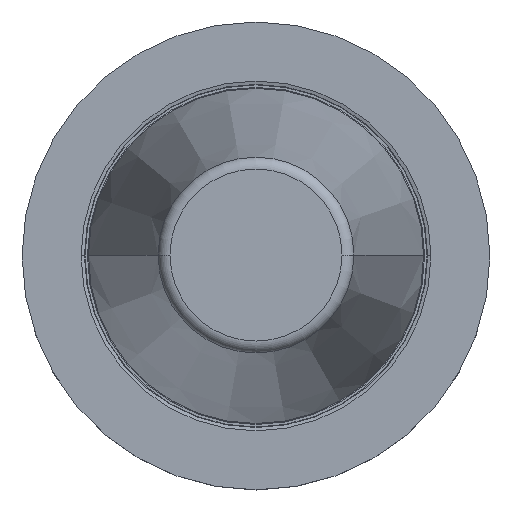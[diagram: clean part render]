
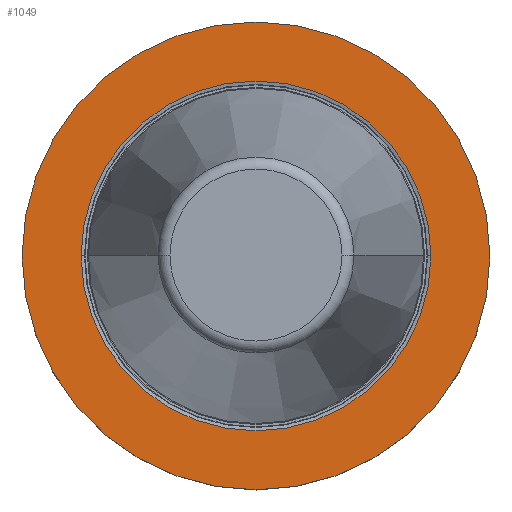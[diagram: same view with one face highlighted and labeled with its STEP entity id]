
A CAD part, top view. The second image highlights one B-rep face of the part: STEP entity #1049.
In plain terms, the highlighted planar face has unit normal (0, 0, 1).
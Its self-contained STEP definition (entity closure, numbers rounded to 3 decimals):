
#114=CARTESIAN_POINT('',(0.,0.,-3.2));
#115=DIRECTION('',(0.,0.,1.));
#116=DIRECTION('',(1.,0.,0.));
#117=AXIS2_PLACEMENT_3D('',#114,#115,#116);
#122=CARTESIAN_POINT('',(0.,0.,-3.2));
#123=DIRECTION('',(0.,0.,-1.));
#124=DIRECTION('',(1.,0.,0.));
#125=AXIS2_PLACEMENT_3D('',#122,#123,#124);
#130=CARTESIAN_POINT('',(0.,0.,-3.2));
#131=DIRECTION('',(0.,0.,1.));
#132=DIRECTION('',(1.,0.,0.));
#133=AXIS2_PLACEMENT_3D('',#130,#131,#132);
#138=CARTESIAN_POINT('',(0.,0.,-3.2));
#139=DIRECTION('',(0.,0.,1.));
#140=DIRECTION('',(-1.,0.,0.));
#141=AXIS2_PLACEMENT_3D('',#138,#139,#140);
#862=CARTESIAN_POINT('',(48.75,0.,-3.2));
#863=CARTESIAN_POINT('',(-48.75,0.,-3.2));
#864=VERTEX_POINT('',#862);
#865=VERTEX_POINT('',#863);
#928=CARTESIAN_POINT('',(36.446,0.,-3.2));
#929=VERTEX_POINT('',#928);
#932=CARTESIAN_POINT('',(-36.446,0.,-3.2));
#933=VERTEX_POINT('',#932);
#1034=CARTESIAN_POINT('',(0.,0.,-3.2));
#1035=DIRECTION('',(0.,0.,-1.));
#1036=DIRECTION('',(-1.,0.,0.));
#1037=AXIS2_PLACEMENT_3D('',#1034,#1035,#1036);
#1038=PLANE('',#1037);
#1039=ORIENTED_EDGE('',*,*,#1014,.F.);
#1040=ORIENTED_EDGE('',*,*,#955,.T.);
#1041=EDGE_LOOP('',(#1039,#1040));
#1042=FACE_OUTER_BOUND('',#1041,.F.);
#1044=ORIENTED_EDGE('',*,*,#1043,.T.);
#1046=ORIENTED_EDGE('',*,*,#1045,.T.);
#1047=EDGE_LOOP('',(#1044,#1046));
#1048=FACE_BOUND('',#1047,.F.);
#118=CIRCLE('',#117,48.75);
#126=CIRCLE('',#125,48.75);
#134=CIRCLE('',#133,36.446);
#142=CIRCLE('',#141,36.446);
#955=EDGE_CURVE('',#864,#865,#126,.T.);
#1014=EDGE_CURVE('',#864,#865,#118,.T.);
#1043=EDGE_CURVE('',#929,#933,#134,.T.);
#1045=EDGE_CURVE('',#933,#929,#142,.T.);
#1049=ADVANCED_FACE('',(#1042,#1048),#1038,.F.);
